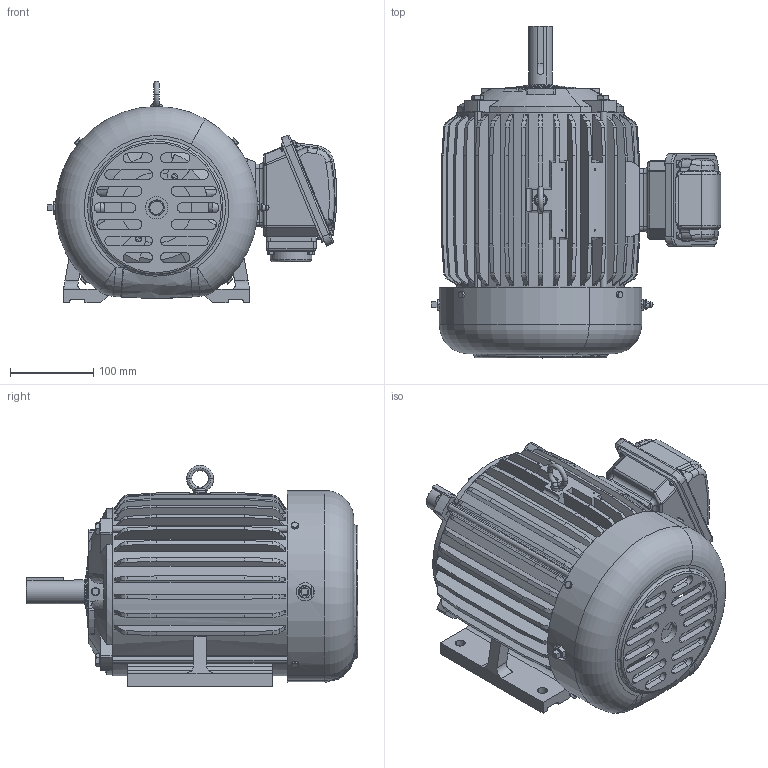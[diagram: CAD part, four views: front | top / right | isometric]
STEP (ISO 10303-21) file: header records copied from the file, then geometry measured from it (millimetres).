
FILE_DESCRIPTION(('CATIA V5 STEP Exchange'),'2;1');
FILE_NAME('AEHH8R#184T_AllCATPart.stp','2012-09-04T10:39:38+00:00',('none'),('none'),'CATIA Version 5 Release 19 SP 9 (IN-10)','CATIA V5 STEP AP203','none');
FILE_SCHEMA(('CONFIG_CONTROL_DESIGN'));
Length unit declared in the file: millimetre
Products named in the file (1): AEHH8R#184T_AllCATPart
Bounding box: 348.38 x 399.55 x 266.6 mm (x, y, z)
Volume: 3373725.8 mm3; surface area: 1118258.4 mm2
Topology: 39 solids, 39 shells, 2131 faces, 5582 edges, 3596 vertices
Faces by surface type: plane 771, cylinder 769, torus 243, cone 242, bspline 72, sphere 34
Entity records: 68973 total; most frequent: CARTESIAN_POINT 21955, ORIENTED_EDGE 11092, DIRECTION 7047, EDGE_CURVE 5546, VERTEX_POINT 3596, AXIS2_PLACEMENT_3D 3446, EDGE_LOOP 2408, VECTOR 2219
